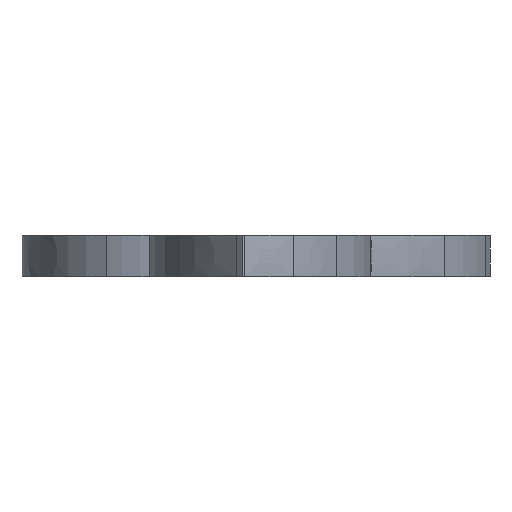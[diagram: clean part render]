
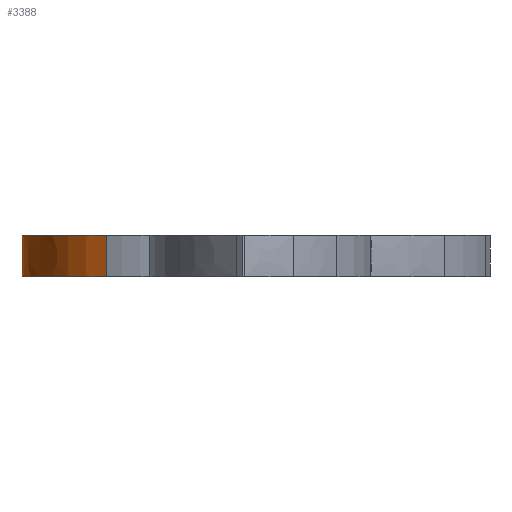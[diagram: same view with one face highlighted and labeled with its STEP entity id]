
A CAD part, front view. The second image highlights one B-rep face of the part: STEP entity #3388.
In plain terms, the highlighted face is a extrusion surface.
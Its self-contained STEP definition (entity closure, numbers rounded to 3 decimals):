
#77 = PLANE('',#78);
#78 = AXIS2_PLACEMENT_3D('',#79,#80,#81);
#79 = CARTESIAN_POINT('',(-55.301,172.07,10.));
#80 = DIRECTION('',(0.,0.,1.));
#81 = DIRECTION('',(1.,0.,0.));
#136 = PLANE('',#137);
#137 = AXIS2_PLACEMENT_3D('',#138,#139,#140);
#138 = CARTESIAN_POINT('',(-55.301,172.07,0.));
#139 = DIRECTION('',(0.,0.,1.));
#140 = DIRECTION('',(1.,0.,0.));
#3268 = SURFACE_OF_LINEAR_EXTRUSION('',#3269,#3274);
#3269 = B_SPLINE_CURVE_WITH_KNOTS('',3,(#3270,#3271,#3272,#3273),
  .UNSPECIFIED.,.F.,.F.,(4,4),(0.,1.),.PIECEWISE_BEZIER_KNOTS.);
#3270 = CARTESIAN_POINT('',(-79.325,149.354,0.));
#3271 = CARTESIAN_POINT('',(-83.353,150.248,0.));
#3272 = CARTESIAN_POINT('',(-88.541,152.276,0.));
#3273 = CARTESIAN_POINT('',(-91.57,154.142,0.));
#3274 = VECTOR('',#3275,1.);
#3275 = DIRECTION('',(-0.,-0.,-1.));
#3311 = VERTEX_POINT('',#3312);
#3312 = CARTESIAN_POINT('',(-91.57,154.142,10.));
#3335 = EDGE_CURVE('',#3336,#3311,#3338,.T.);
#3336 = VERTEX_POINT('',#3337);
#3337 = CARTESIAN_POINT('',(-91.57,154.142,0.));
#3338 = SURFACE_CURVE('',#3339,(#3343,#3350),.PCURVE_S1.);
#3339 = LINE('',#3340,#3341);
#3340 = CARTESIAN_POINT('',(-91.57,154.142,0.));
#3341 = VECTOR('',#3342,1.);
#3342 = DIRECTION('',(0.,0.,1.));
#3343 = PCURVE('',#3268,#3344);
#3344 = DEFINITIONAL_REPRESENTATION('',(#3345),#3349);
#3345 = LINE('',#3346,#3347);
#3346 = CARTESIAN_POINT('',(1.,0.));
#3347 = VECTOR('',#3348,1.);
#3348 = DIRECTION('',(0.,-1.));
#3349 = ( GEOMETRIC_REPRESENTATION_CONTEXT(2) 
PARAMETRIC_REPRESENTATION_CONTEXT() REPRESENTATION_CONTEXT('2D SPACE',''
  ) );
#3350 = PCURVE('',#3351,#3359);
#3351 = SURFACE_OF_LINEAR_EXTRUSION('',#3352,#3357);
#3352 = B_SPLINE_CURVE_WITH_KNOTS('',3,(#3353,#3354,#3355,#3356),
  .UNSPECIFIED.,.F.,.F.,(4,4),(0.,1.),.PIECEWISE_BEZIER_KNOTS.);
#3353 = CARTESIAN_POINT('',(-91.57,154.142,0.));
#3354 = CARTESIAN_POINT('',(-105.657,162.817,0.));
#3355 = CARTESIAN_POINT('',(-113.553,180.918,0.));
#3356 = CARTESIAN_POINT('',(-111.374,199.539,0.));
#3357 = VECTOR('',#3358,1.);
#3358 = DIRECTION('',(-0.,-0.,-1.));
#3359 = DEFINITIONAL_REPRESENTATION('',(#3360),#3364);
#3360 = LINE('',#3361,#3362);
#3361 = CARTESIAN_POINT('',(0.,0.));
#3362 = VECTOR('',#3363,1.);
#3363 = DIRECTION('',(0.,-1.));
#3364 = ( GEOMETRIC_REPRESENTATION_CONTEXT(2) 
PARAMETRIC_REPRESENTATION_CONTEXT() REPRESENTATION_CONTEXT('2D SPACE',''
  ) );
#3388 = ADVANCED_FACE('',(#3389),#3351,.T.);
#3389 = FACE_BOUND('',#3390,.T.);
#3390 = EDGE_LOOP('',(#3391,#3392,#3417,#3448));
#3391 = ORIENTED_EDGE('',*,*,#3335,.T.);
#3392 = ORIENTED_EDGE('',*,*,#3393,.T.);
#3393 = EDGE_CURVE('',#3311,#3394,#3396,.T.);
#3394 = VERTEX_POINT('',#3395);
#3395 = CARTESIAN_POINT('',(-111.374,199.539,10.));
#3396 = SURFACE_CURVE('',#3397,(#3402,#3409),.PCURVE_S1.);
#3397 = B_SPLINE_CURVE_WITH_KNOTS('',3,(#3398,#3399,#3400,#3401),
  .UNSPECIFIED.,.F.,.F.,(4,4),(0.,1.),.PIECEWISE_BEZIER_KNOTS.);
#3398 = CARTESIAN_POINT('',(-91.57,154.142,10.));
#3399 = CARTESIAN_POINT('',(-105.657,162.817,10.));
#3400 = CARTESIAN_POINT('',(-113.553,180.918,10.));
#3401 = CARTESIAN_POINT('',(-111.374,199.539,10.));
#3402 = PCURVE('',#3351,#3403);
#3403 = DEFINITIONAL_REPRESENTATION('',(#3404),#3408);
#3404 = LINE('',#3405,#3406);
#3405 = CARTESIAN_POINT('',(0.,-10.));
#3406 = VECTOR('',#3407,1.);
#3407 = DIRECTION('',(1.,0.));
#3408 = ( GEOMETRIC_REPRESENTATION_CONTEXT(2) 
PARAMETRIC_REPRESENTATION_CONTEXT() REPRESENTATION_CONTEXT('2D SPACE',''
  ) );
#3409 = PCURVE('',#77,#3410);
#3410 = DEFINITIONAL_REPRESENTATION('',(#3411),#3416);
#3411 = B_SPLINE_CURVE_WITH_KNOTS('',3,(#3412,#3413,#3414,#3415),
  .UNSPECIFIED.,.F.,.F.,(4,4),(0.,1.),.PIECEWISE_BEZIER_KNOTS.);
#3412 = CARTESIAN_POINT('',(-36.269,-17.928));
#3413 = CARTESIAN_POINT('',(-50.357,-9.253));
#3414 = CARTESIAN_POINT('',(-58.252,8.848));
#3415 = CARTESIAN_POINT('',(-56.074,27.469));
#3416 = ( GEOMETRIC_REPRESENTATION_CONTEXT(2) 
PARAMETRIC_REPRESENTATION_CONTEXT() REPRESENTATION_CONTEXT('2D SPACE',''
  ) );
#3417 = ORIENTED_EDGE('',*,*,#3418,.F.);
#3418 = EDGE_CURVE('',#3419,#3394,#3421,.T.);
#3419 = VERTEX_POINT('',#3420);
#3420 = CARTESIAN_POINT('',(-111.374,199.539,0.));
#3421 = SURFACE_CURVE('',#3422,(#3426,#3433),.PCURVE_S1.);
#3422 = LINE('',#3423,#3424);
#3423 = CARTESIAN_POINT('',(-111.374,199.539,0.));
#3424 = VECTOR('',#3425,1.);
#3425 = DIRECTION('',(0.,0.,1.));
#3426 = PCURVE('',#3351,#3427);
#3427 = DEFINITIONAL_REPRESENTATION('',(#3428),#3432);
#3428 = LINE('',#3429,#3430);
#3429 = CARTESIAN_POINT('',(1.,0.));
#3430 = VECTOR('',#3431,1.);
#3431 = DIRECTION('',(0.,-1.));
#3432 = ( GEOMETRIC_REPRESENTATION_CONTEXT(2) 
PARAMETRIC_REPRESENTATION_CONTEXT() REPRESENTATION_CONTEXT('2D SPACE',''
  ) );
#3433 = PCURVE('',#3434,#3442);
#3434 = SURFACE_OF_LINEAR_EXTRUSION('',#3435,#3440);
#3435 = B_SPLINE_CURVE_WITH_KNOTS('',3,(#3436,#3437,#3438,#3439),
  .UNSPECIFIED.,.F.,.F.,(4,4),(0.,1.),.PIECEWISE_BEZIER_KNOTS.);
#3436 = CARTESIAN_POINT('',(-111.374,199.539,0.));
#3437 = CARTESIAN_POINT('',(-109.315,217.141,0.));
#3438 = CARTESIAN_POINT('',(-98.206,233.252,0.));
#3439 = CARTESIAN_POINT('',(-82.847,240.912,0.));
#3440 = VECTOR('',#3441,1.);
#3441 = DIRECTION('',(-0.,-0.,-1.));
#3442 = DEFINITIONAL_REPRESENTATION('',(#3443),#3447);
#3443 = LINE('',#3444,#3445);
#3444 = CARTESIAN_POINT('',(0.,0.));
#3445 = VECTOR('',#3446,1.);
#3446 = DIRECTION('',(0.,-1.));
#3447 = ( GEOMETRIC_REPRESENTATION_CONTEXT(2) 
PARAMETRIC_REPRESENTATION_CONTEXT() REPRESENTATION_CONTEXT('2D SPACE',''
  ) );
#3448 = ORIENTED_EDGE('',*,*,#3449,.F.);
#3449 = EDGE_CURVE('',#3336,#3419,#3450,.T.);
#3450 = SURFACE_CURVE('',#3451,(#3456,#3463),.PCURVE_S1.);
#3451 = B_SPLINE_CURVE_WITH_KNOTS('',3,(#3452,#3453,#3454,#3455),
  .UNSPECIFIED.,.F.,.F.,(4,4),(0.,1.),.PIECEWISE_BEZIER_KNOTS.);
#3452 = CARTESIAN_POINT('',(-91.57,154.142,0.));
#3453 = CARTESIAN_POINT('',(-105.657,162.817,0.));
#3454 = CARTESIAN_POINT('',(-113.553,180.918,0.));
#3455 = CARTESIAN_POINT('',(-111.374,199.539,0.));
#3456 = PCURVE('',#3351,#3457);
#3457 = DEFINITIONAL_REPRESENTATION('',(#3458),#3462);
#3458 = LINE('',#3459,#3460);
#3459 = CARTESIAN_POINT('',(0.,0.));
#3460 = VECTOR('',#3461,1.);
#3461 = DIRECTION('',(1.,0.));
#3462 = ( GEOMETRIC_REPRESENTATION_CONTEXT(2) 
PARAMETRIC_REPRESENTATION_CONTEXT() REPRESENTATION_CONTEXT('2D SPACE',''
  ) );
#3463 = PCURVE('',#136,#3464);
#3464 = DEFINITIONAL_REPRESENTATION('',(#3465),#3470);
#3465 = B_SPLINE_CURVE_WITH_KNOTS('',3,(#3466,#3467,#3468,#3469),
  .UNSPECIFIED.,.F.,.F.,(4,4),(0.,1.),.PIECEWISE_BEZIER_KNOTS.);
#3466 = CARTESIAN_POINT('',(-36.269,-17.928));
#3467 = CARTESIAN_POINT('',(-50.357,-9.253));
#3468 = CARTESIAN_POINT('',(-58.252,8.848));
#3469 = CARTESIAN_POINT('',(-56.074,27.469));
#3470 = ( GEOMETRIC_REPRESENTATION_CONTEXT(2) 
PARAMETRIC_REPRESENTATION_CONTEXT() REPRESENTATION_CONTEXT('2D SPACE',''
  ) );
